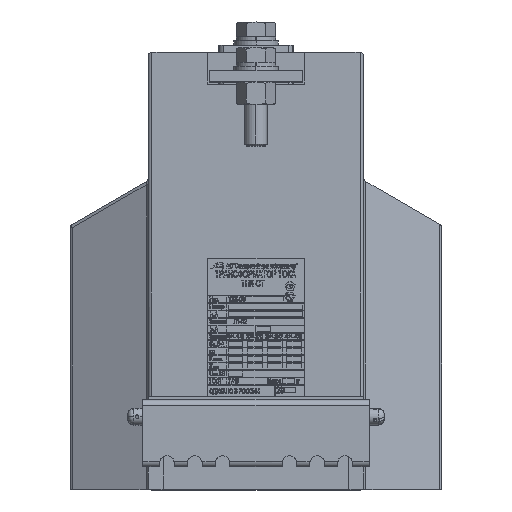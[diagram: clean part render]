
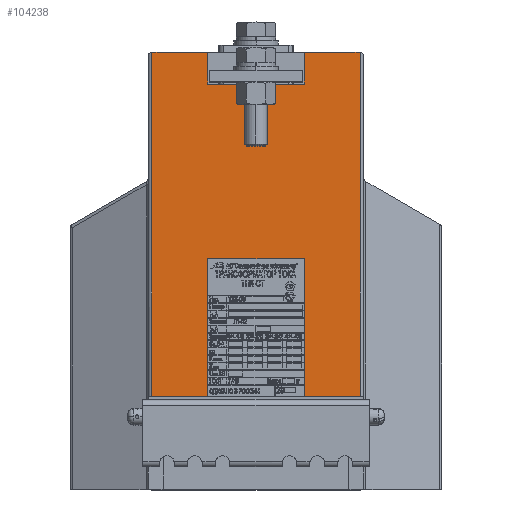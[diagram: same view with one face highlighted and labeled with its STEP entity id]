
A CAD part, top view. The second image highlights one B-rep face of the part: STEP entity #104238.
In plain terms, the highlighted planar face has unit normal (0, 0, 1).
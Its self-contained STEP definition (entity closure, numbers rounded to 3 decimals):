
#6594 = ORIENTED_EDGE ( 'NONE', *, *, #178428, .T. ) ;
#7862 = DIRECTION ( 'NONE',  ( 0., 0., 1. ) ) ;
#18660 = ORIENTED_EDGE ( 'NONE', *, *, #102956, .F. ) ;
#23063 = LINE ( 'NONE', #120856, #98655 ) ;
#23898 = EDGE_CURVE ( 'NONE', #109945, #34189, #92247, .T. ) ;
#28027 = LINE ( 'NONE', #163294, #68182 ) ;
#31847 = CARTESIAN_POINT ( 'NONE',  ( 58., 235., 130. ) ) ;
#34189 = VERTEX_POINT ( 'NONE', #170602 ) ;
#36972 = ORIENTED_EDGE ( 'NONE', *, *, #119611, .T. ) ;
#37882 = CARTESIAN_POINT ( 'NONE',  ( -26., 218., 130. ) ) ;
#47055 = DIRECTION ( 'NONE',  ( -1., 0., 0. ) ) ;
#50422 = LINE ( 'NONE', #71203, #130675 ) ;
#52083 = VECTOR ( 'NONE', #193075, 1000. ) ;
#52160 = VERTEX_POINT ( 'NONE', #90545 ) ;
#55164 = CARTESIAN_POINT ( 'NONE',  ( -56., 50., 130. ) ) ;
#56623 = LINE ( 'NONE', #37882, #167599 ) ;
#58646 = EDGE_CURVE ( 'NONE', #77694, #106612, #56623, .T. ) ;
#66590 = LINE ( 'NONE', #87803, #102041 ) ;
#68182 = VECTOR ( 'NONE', #72858, 1000. ) ;
#70785 = LINE ( 'NONE', #31847, #110835 ) ;
#71203 = CARTESIAN_POINT ( 'NONE',  ( 58., 235., 130. ) ) ;
#71760 = CARTESIAN_POINT ( 'NONE',  ( -26., 218., 130. ) ) ;
#72711 = LINE ( 'NONE', #98112, #148325 ) ;
#72858 = DIRECTION ( 'NONE',  ( 0., 1., 0. ) ) ;
#73700 = VERTEX_POINT ( 'NONE', #177218 ) ;
#74537 = EDGE_LOOP ( 'NONE', ( #6594, #36972, #18660, #173022, #195796, #108271, #157930, #132554 ) ) ;
#76027 = DIRECTION ( 'NONE',  ( 0., -1., 0. ) ) ;
#77694 = VERTEX_POINT ( 'NONE', #71760 ) ;
#87803 = CARTESIAN_POINT ( 'NONE',  ( -58., 50., 130. ) ) ;
#90545 = CARTESIAN_POINT ( 'NONE',  ( 56., 50., 130. ) ) ;
#92247 = LINE ( 'NONE', #102649, #52083 ) ;
#96808 = VERTEX_POINT ( 'NONE', #164345 ) ;
#98112 = CARTESIAN_POINT ( 'NONE',  ( 26., 218., 130. ) ) ;
#98655 = VECTOR ( 'NONE', #76027, 1000. ) ;
#102041 = VECTOR ( 'NONE', #102947, 1000. ) ;
#102649 = CARTESIAN_POINT ( 'NONE',  ( 26., 218., 130. ) ) ;
#102652 = CARTESIAN_POINT ( 'NONE',  ( 26., 218., 130. ) ) ;
#102947 = DIRECTION ( 'NONE',  ( -1., 0., 0. ) ) ;
#102956 = EDGE_CURVE ( 'NONE', #52160, #189011, #66590, .T. ) ;
#104238 = ADVANCED_FACE ( 'NONE', ( #123434 ), #188129, .T. ) ;
#106612 = VERTEX_POINT ( 'NONE', #189597 ) ;
#108271 = ORIENTED_EDGE ( 'NONE', *, *, #23898, .F. ) ;
#109945 = VERTEX_POINT ( 'NONE', #102652 ) ;
#110835 = VECTOR ( 'NONE', #47055, 1000. ) ;
#113415 = DIRECTION ( 'NONE',  ( 1., 0., 0. ) ) ;
#119611 = EDGE_CURVE ( 'NONE', #73700, #189011, #23063, .T. ) ;
#120856 = CARTESIAN_POINT ( 'NONE',  ( -56., 50., 130. ) ) ;
#123434 = FACE_OUTER_BOUND ( 'NONE', #74537, .T. ) ;
#123660 = EDGE_CURVE ( 'NONE', #96808, #34189, #50422, .T. ) ;
#130675 = VECTOR ( 'NONE', #176774, 1000. ) ;
#132554 = ORIENTED_EDGE ( 'NONE', *, *, #58646, .T. ) ;
#148325 = VECTOR ( 'NONE', #188606, 1000. ) ;
#152653 = EDGE_CURVE ( 'NONE', #77694, #109945, #72711, .T. ) ;
#153381 = AXIS2_PLACEMENT_3D ( 'NONE', #172873, #7862, #113415 ) ;
#157930 = ORIENTED_EDGE ( 'NONE', *, *, #152653, .F. ) ;
#158689 = DIRECTION ( 'NONE',  ( 0., 1., 0. ) ) ;
#163294 = CARTESIAN_POINT ( 'NONE',  ( 56., 235., 130. ) ) ;
#164345 = CARTESIAN_POINT ( 'NONE',  ( 56., 235., 130. ) ) ;
#164493 = EDGE_CURVE ( 'NONE', #52160, #96808, #28027, .T. ) ;
#167599 = VECTOR ( 'NONE', #158689, 1000. ) ;
#170602 = CARTESIAN_POINT ( 'NONE',  ( 26., 235., 130. ) ) ;
#172873 = CARTESIAN_POINT ( 'NONE',  ( 0., 0., 130. ) ) ;
#173022 = ORIENTED_EDGE ( 'NONE', *, *, #164493, .T. ) ;
#176774 = DIRECTION ( 'NONE',  ( -1., 0., 0. ) ) ;
#177218 = CARTESIAN_POINT ( 'NONE',  ( -56., 235., 130. ) ) ;
#178428 = EDGE_CURVE ( 'NONE', #106612, #73700, #70785, .T. ) ;
#188129 = PLANE ( 'NONE',  #153381 ) ;
#188606 = DIRECTION ( 'NONE',  ( 1., 0., 0. ) ) ;
#189011 = VERTEX_POINT ( 'NONE', #55164 ) ;
#189597 = CARTESIAN_POINT ( 'NONE',  ( -26., 235., 130. ) ) ;
#193075 = DIRECTION ( 'NONE',  ( 0., 1., 0. ) ) ;
#195796 = ORIENTED_EDGE ( 'NONE', *, *, #123660, .T. ) ;
